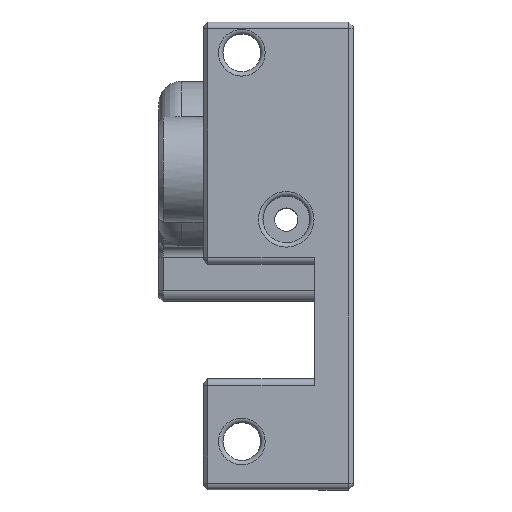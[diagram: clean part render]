
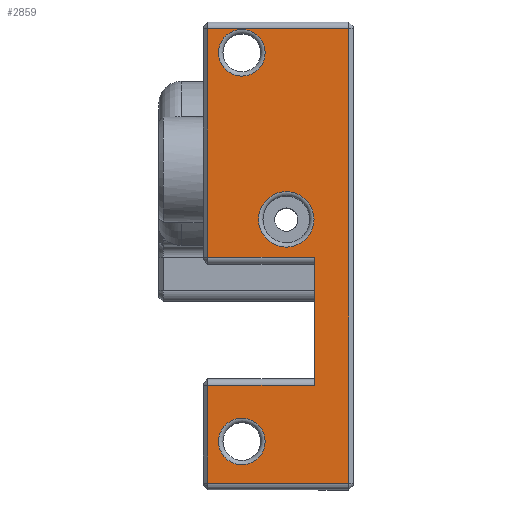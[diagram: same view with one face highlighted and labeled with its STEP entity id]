
A CAD part, top view. The second image highlights one B-rep face of the part: STEP entity #2859.
In plain terms, the highlighted planar face has unit normal (0, 0, 1).
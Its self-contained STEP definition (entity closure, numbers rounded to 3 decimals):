
#190=FACE_BOUND('',#851,.T.);
#191=FACE_BOUND('',#852,.T.);
#192=FACE_BOUND('',#853,.T.);
#223=LINE('',#4505,#424);
#229=LINE('',#4552,#430);
#230=LINE('',#4554,#431);
#231=LINE('',#4556,#432);
#232=LINE('',#4557,#433);
#233=LINE('',#4559,#434);
#234=LINE('',#4561,#435);
#235=LINE('',#4562,#436);
#424=VECTOR('',#3491,10.);
#430=VECTOR('',#3541,10.);
#431=VECTOR('',#3542,10.);
#432=VECTOR('',#3543,10.);
#433=VECTOR('',#3544,10.);
#434=VECTOR('',#3545,10.);
#435=VECTOR('',#3546,10.);
#436=VECTOR('',#3547,10.);
#608=PLANE('',#3095);
#671=FACE_OUTER_BOUND('',#850,.T.);
#850=EDGE_LOOP('',(#2039,#2040,#2041,#2042,#2043,#2044,#2045,#2046));
#851=EDGE_LOOP('',(#2047));
#852=EDGE_LOOP('',(#2048));
#853=EDGE_LOOP('',(#2049));
#1065=CIRCLE('',#3091,2.5);
#1069=CIRCLE('',#3096,2.1);
#1070=CIRCLE('',#3097,2.1);
#1255=VERTEX_POINT('',#4502);
#1256=VERTEX_POINT('',#4504);
#1271=VERTEX_POINT('',#4542);
#1274=VERTEX_POINT('',#4550);
#1275=VERTEX_POINT('',#4551);
#1276=VERTEX_POINT('',#4553);
#1277=VERTEX_POINT('',#4555);
#1278=VERTEX_POINT('',#4558);
#1279=VERTEX_POINT('',#4560);
#1280=VERTEX_POINT('',#4563);
#1281=VERTEX_POINT('',#4565);
#1538=EDGE_CURVE('',#1255,#1256,#223,.T.);
#1558=EDGE_CURVE('',#1271,#1271,#1065,.T.);
#1562=EDGE_CURVE('',#1274,#1275,#229,.T.);
#1563=EDGE_CURVE('',#1275,#1276,#230,.T.);
#1564=EDGE_CURVE('',#1276,#1277,#231,.T.);
#1565=EDGE_CURVE('',#1277,#1256,#232,.T.);
#1566=EDGE_CURVE('',#1255,#1278,#233,.T.);
#1567=EDGE_CURVE('',#1278,#1279,#234,.T.);
#1568=EDGE_CURVE('',#1279,#1274,#235,.T.);
#1569=EDGE_CURVE('',#1280,#1280,#1069,.T.);
#1570=EDGE_CURVE('',#1281,#1281,#1070,.T.);
#2039=ORIENTED_EDGE('',*,*,#1562,.T.);
#2040=ORIENTED_EDGE('',*,*,#1563,.T.);
#2041=ORIENTED_EDGE('',*,*,#1564,.T.);
#2042=ORIENTED_EDGE('',*,*,#1565,.T.);
#2043=ORIENTED_EDGE('',*,*,#1538,.F.);
#2044=ORIENTED_EDGE('',*,*,#1566,.T.);
#2045=ORIENTED_EDGE('',*,*,#1567,.T.);
#2046=ORIENTED_EDGE('',*,*,#1568,.T.);
#2047=ORIENTED_EDGE('',*,*,#1569,.T.);
#2048=ORIENTED_EDGE('',*,*,#1570,.T.);
#2049=ORIENTED_EDGE('',*,*,#1558,.T.);
#2859=ADVANCED_FACE('',(#671,#190,#191,#192),#608,.F.);
#3091=AXIS2_PLACEMENT_3D('',#4543,#3531,#3532);
#3095=AXIS2_PLACEMENT_3D('',#4549,#3539,#3540);
#3096=AXIS2_PLACEMENT_3D('',#4564,#3548,#3549);
#3097=AXIS2_PLACEMENT_3D('',#4566,#3550,#3551);
#3491=DIRECTION('',(0.,1.,0.));
#3531=DIRECTION('center_axis',(0.,0.,-1.));
#3532=DIRECTION('ref_axis',(-1.,0.,0.));
#3539=DIRECTION('center_axis',(0.,0.,-1.));
#3540=DIRECTION('ref_axis',(0.,-1.,0.));
#3541=DIRECTION('',(0.,1.,0.));
#3542=DIRECTION('',(-1.,0.,0.));
#3543=DIRECTION('',(0.,-1.,0.));
#3544=DIRECTION('',(1.,0.,0.));
#3545=DIRECTION('',(-1.,0.,0.));
#3546=DIRECTION('',(0.,-1.,0.));
#3547=DIRECTION('',(1.,0.,0.));
#3548=DIRECTION('center_axis',(0.,0.,-1.));
#3549=DIRECTION('ref_axis',(1.,0.,0.));
#3550=DIRECTION('center_axis',(0.,0.,-1.));
#3551=DIRECTION('ref_axis',(1.,0.,0.));
#4502=CARTESIAN_POINT('',(-10.575,-19.427,15.));
#4504=CARTESIAN_POINT('',(-10.575,-7.9,15.));
#4505=CARTESIAN_POINT('',(-10.575,2.768,15.));
#4542=CARTESIAN_POINT('',(-15.599,-4.474,15.));
#4543=CARTESIAN_POINT('Origin',(-13.099,-4.474,15.));
#4549=CARTESIAN_POINT('Origin',(-7.075,13.3,15.));
#4550=CARTESIAN_POINT('',(-7.475,-28.227,15.));
#4551=CARTESIAN_POINT('',(-7.475,12.7,15.));
#4552=CARTESIAN_POINT('',(-7.475,2.768,15.));
#4553=CARTESIAN_POINT('',(-20.175,12.7,15.));
#4554=CARTESIAN_POINT('',(-7.075,12.7,15.));
#4555=CARTESIAN_POINT('',(-20.175,-7.9,15.));
#4556=CARTESIAN_POINT('',(-20.175,11.55,15.));
#4557=CARTESIAN_POINT('',(-8.825,-7.9,15.));
#4558=CARTESIAN_POINT('',(-20.175,-19.427,15.));
#4559=CARTESIAN_POINT('',(-8.825,-19.427,15.));
#4560=CARTESIAN_POINT('',(-20.175,-28.227,15.));
#4561=CARTESIAN_POINT('',(-20.175,-5.264,15.));
#4562=CARTESIAN_POINT('',(-7.075,-28.227,15.));
#4563=CARTESIAN_POINT('',(-19.199,10.526,15.));
#4564=CARTESIAN_POINT('Origin',(-17.099,10.526,15.));
#4565=CARTESIAN_POINT('',(-19.199,-24.474,15.));
#4566=CARTESIAN_POINT('Origin',(-17.099,-24.474,15.));
